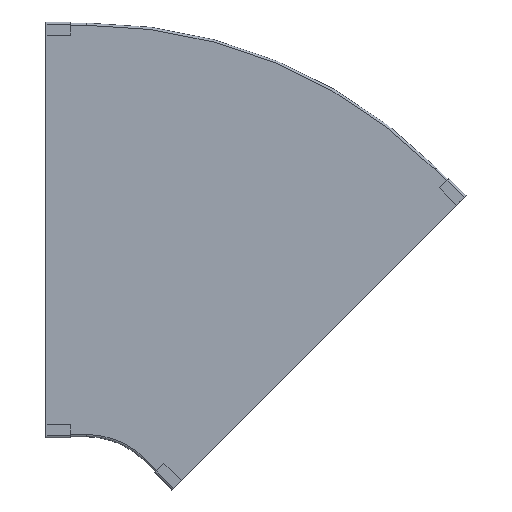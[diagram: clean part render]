
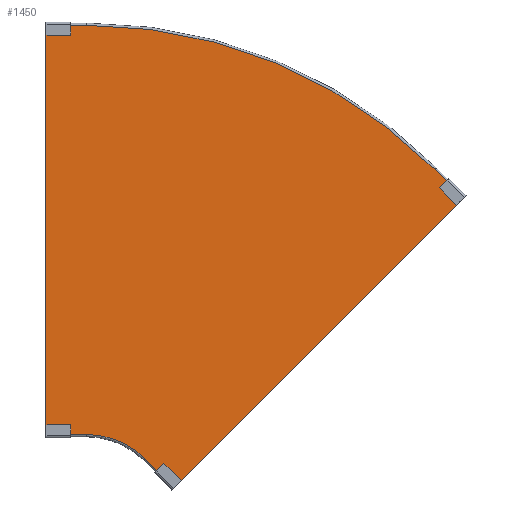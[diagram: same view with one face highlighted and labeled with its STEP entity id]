
A CAD part, top view. The second image highlights one B-rep face of the part: STEP entity #1450.
In plain terms, the highlighted planar face has unit normal (0, 0, 1).
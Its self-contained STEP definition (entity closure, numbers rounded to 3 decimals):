
#71=CIRCLE('',#1560,102.);
#85=CIRCLE('',#1586,600.397);
#200=FACE_OUTER_BOUND('',#282,.T.);
#282=EDGE_LOOP('',(#1280,#1281,#1282,#1283,#1284,#1285,#1286,#1287));
#389=LINE('',#2357,#529);
#399=LINE('',#2381,#539);
#406=LINE('',#2401,#546);
#421=LINE('',#2456,#561);
#422=LINE('',#2458,#562);
#423=LINE('',#2459,#563);
#529=VECTOR('',#1917,1.);
#539=VECTOR('',#1939,1.);
#546=VECTOR('',#1960,1.);
#561=VECTOR('',#2021,1.);
#562=VECTOR('',#2022,1.);
#563=VECTOR('',#2023,1.);
#660=VERTEX_POINT('',#2332);
#662=VERTEX_POINT('',#2335);
#670=VERTEX_POINT('',#2354);
#671=VERTEX_POINT('',#2356);
#685=VERTEX_POINT('',#2398);
#689=VERTEX_POINT('',#2413);
#702=VERTEX_POINT('',#2455);
#703=VERTEX_POINT('',#2457);
#841=EDGE_CURVE('',#662,#660,#71,.T.);
#851=EDGE_CURVE('',#670,#671,#389,.T.);
#864=EDGE_CURVE('',#662,#670,#399,.T.);
#874=EDGE_CURVE('',#685,#671,#406,.T.);
#881=EDGE_CURVE('',#685,#689,#85,.T.);
#901=EDGE_CURVE('',#702,#660,#421,.T.);
#902=EDGE_CURVE('',#703,#702,#422,.T.);
#903=EDGE_CURVE('',#703,#689,#423,.T.);
#1280=ORIENTED_EDGE('',*,*,#901,.F.);
#1281=ORIENTED_EDGE('',*,*,#902,.F.);
#1282=ORIENTED_EDGE('',*,*,#903,.T.);
#1283=ORIENTED_EDGE('',*,*,#881,.F.);
#1284=ORIENTED_EDGE('',*,*,#874,.T.);
#1285=ORIENTED_EDGE('',*,*,#851,.F.);
#1286=ORIENTED_EDGE('',*,*,#864,.F.);
#1287=ORIENTED_EDGE('',*,*,#841,.T.);
#1372=PLANE('',#1602);
#1450=ADVANCED_FACE('',(#200),#1372,.T.);
#1560=AXIS2_PLACEMENT_3D('',#2336,#1898,#1899);
#1586=AXIS2_PLACEMENT_3D('',#2415,#1976,#1977);
#1602=AXIS2_PLACEMENT_3D('',#2454,#2019,#2020);
#1898=DIRECTION('center_axis',(0.,0.,
-1.));
#1899=DIRECTION('ref_axis',(0.,1.,0.));
#1917=DIRECTION('',(0.,1.,0.));
#1939=DIRECTION('',(-1.,0.,0.));
#1960=DIRECTION('',(-1.,0.,0.));
#1976=DIRECTION('center_axis',(0.,0.,-1.));
#1977=DIRECTION('ref_axis',(0.,1.,0.));
#2019=DIRECTION('center_axis',(0.,0.,1.));
#2020=DIRECTION('ref_axis',(0.707,0.707,0.));
#2021=DIRECTION('',(-0.707,0.707,0.));
#2022=DIRECTION('',(-0.707,-0.707,0.));
#2023=DIRECTION('',(-0.707,0.707,0.));
#2332=CARTESIAN_POINT('',(121.962,-27.418,18.503));
#2335=CARTESIAN_POINT('',(49.837,2.457,18.503));
#2336=CARTESIAN_POINT('Origin',(49.837,-99.543,18.503));
#2354=CARTESIAN_POINT('',(0.537,2.457,18.503));
#2356=CARTESIAN_POINT('',(0.537,500.854,18.503));
#2357=CARTESIAN_POINT('',(0.537,2.457,18.503));
#2381=CARTESIAN_POINT('',(49.837,2.457,18.503));
#2398=CARTESIAN_POINT('',(49.837,500.854,18.503));
#2401=CARTESIAN_POINT('',(49.837,500.854,18.503));
#2413=CARTESIAN_POINT('',(474.382,325.002,18.503));
#2415=CARTESIAN_POINT('Origin',(49.837,-99.543,18.503));
#2454=CARTESIAN_POINT('Origin',(-38.55,-11.156,18.503));
#2455=CARTESIAN_POINT('',(156.822,-62.278,18.503));
#2456=CARTESIAN_POINT('',(156.822,-62.278,18.503));
#2457=CARTESIAN_POINT('',(509.242,290.142,18.503));
#2458=CARTESIAN_POINT('',(509.242,290.142,18.503));
#2459=CARTESIAN_POINT('',(509.242,290.142,18.503));
